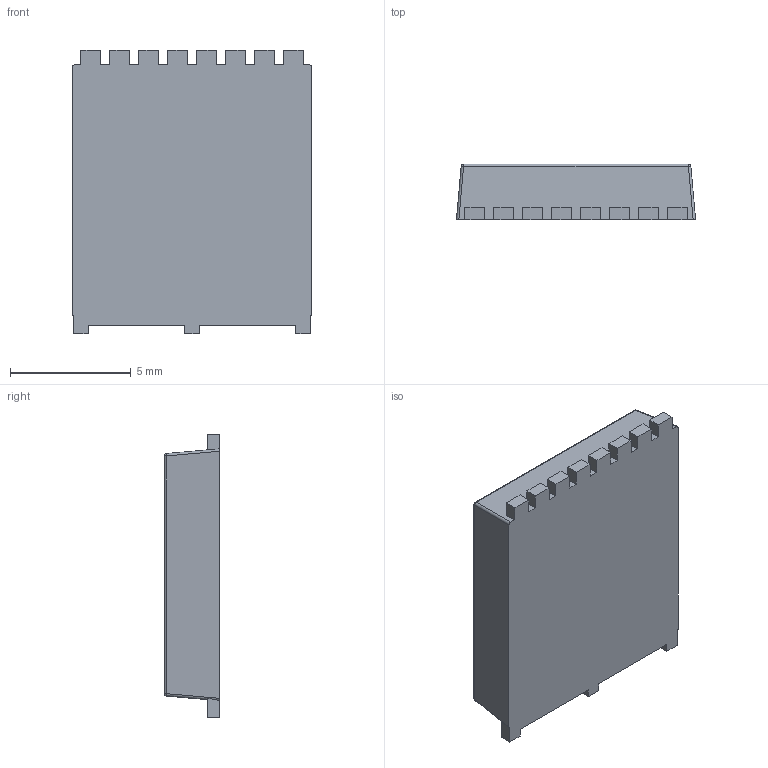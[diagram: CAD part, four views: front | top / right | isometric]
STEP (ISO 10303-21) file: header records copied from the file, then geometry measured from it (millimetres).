
FILE_DESCRIPTION (( 'STEP AP214' ), '1' );
FILE_NAME ('PG-HSOF-8-1.STEP', '2016-01-03T20:50:00', ( '' ), ( '' ), 'SwSTEP 2.0', 'SolidWorks 2015', '' );
FILE_SCHEMA (( 'AUTOMOTIVE_DESIGN' ));
Length unit declared in the file: millimetre
Products named in the file (1): PG-HSOF-8-1
Bounding box: 9.9 x 2.3 x 11.73 mm (x, y, z)
Volume: 232.2 mm3; surface area: 311.6 mm2
Topology: 1 solids, 1 shells, 62 faces, 172 edges, 108 vertices
Faces by surface type: plane 50, cylinder 8, sphere 4
Entity records: 2426 total; most frequent: CARTESIAN_POINT 363, ORIENTED_EDGE 336, DIRECTION 298, EDGE_CURVE 168, VECTOR 148, LINE 148, VERTEX_POINT 108, AXIS2_PLACEMENT_3D 75
